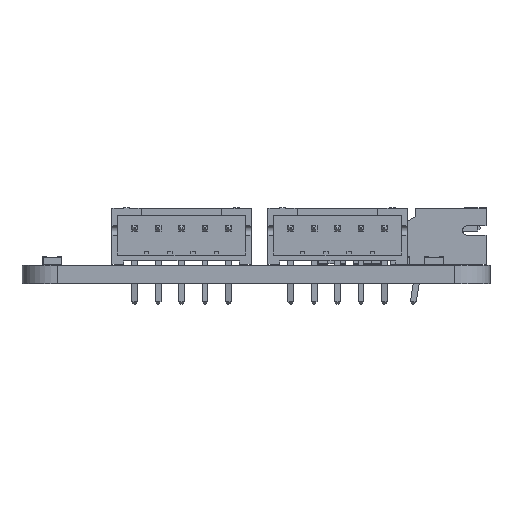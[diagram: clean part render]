
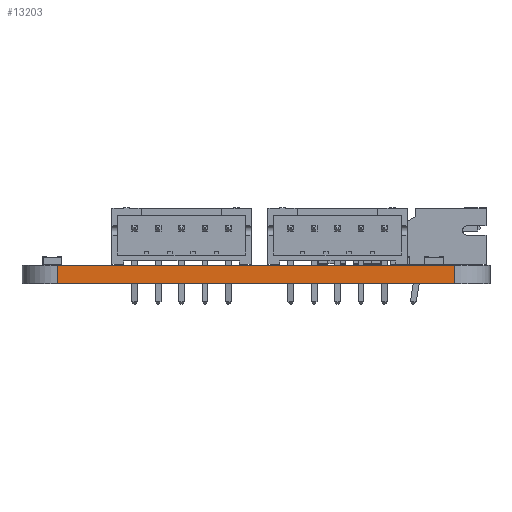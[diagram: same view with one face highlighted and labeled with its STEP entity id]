
A CAD part, left-side view. The second image highlights one B-rep face of the part: STEP entity #13203.
In plain terms, the highlighted planar face has unit normal (-1, 0, 0).
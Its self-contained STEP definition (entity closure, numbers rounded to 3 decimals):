
#12473 = VERTEX_POINT('',#12474);
#12474 = CARTESIAN_POINT('',(157.8,-112.9,0.));
#12481 = EDGE_CURVE('',#12473,#12482,#12484,.T.);
#12482 = VERTEX_POINT('',#12483);
#12483 = CARTESIAN_POINT('',(157.8,-78.9,0.));
#12484 = LINE('',#12485,#12486);
#12485 = CARTESIAN_POINT('',(157.8,-112.9,0.));
#12486 = VECTOR('',#12487,1.);
#12487 = DIRECTION('',(0.,1.,0.));
#12833 = VERTEX_POINT('',#12834);
#12834 = CARTESIAN_POINT('',(157.8,-112.9,1.6));
#12841 = EDGE_CURVE('',#12833,#12842,#12844,.T.);
#12842 = VERTEX_POINT('',#12843);
#12843 = CARTESIAN_POINT('',(157.8,-78.9,1.6));
#12844 = LINE('',#12845,#12846);
#12845 = CARTESIAN_POINT('',(157.8,-112.9,1.6));
#12846 = VECTOR('',#12847,1.);
#12847 = DIRECTION('',(0.,1.,0.));
#13173 = EDGE_CURVE('',#12482,#12842,#13174,.T.);
#13174 = LINE('',#13175,#13176);
#13175 = CARTESIAN_POINT('',(157.8,-78.9,0.));
#13176 = VECTOR('',#13177,1.);
#13177 = DIRECTION('',(0.,0.,1.));
#13203 = ADVANCED_FACE('',(#13204),#13215,.T.);
#13204 = FACE_BOUND('',#13205,.T.);
#13205 = EDGE_LOOP('',(#13206,#13212,#13213,#13214));
#13206 = ORIENTED_EDGE('',*,*,#13207,.T.);
#13207 = EDGE_CURVE('',#12473,#12833,#13208,.T.);
#13208 = LINE('',#13209,#13210);
#13209 = CARTESIAN_POINT('',(157.8,-112.9,0.));
#13210 = VECTOR('',#13211,1.);
#13211 = DIRECTION('',(0.,0.,1.));
#13212 = ORIENTED_EDGE('',*,*,#12841,.T.);
#13213 = ORIENTED_EDGE('',*,*,#13173,.F.);
#13214 = ORIENTED_EDGE('',*,*,#12481,.F.);
#13215 = PLANE('',#13216);
#13216 = AXIS2_PLACEMENT_3D('',#13217,#13218,#13219);
#13217 = CARTESIAN_POINT('',(157.8,-112.9,0.));
#13218 = DIRECTION('',(-1.,0.,0.));
#13219 = DIRECTION('',(0.,1.,0.));
